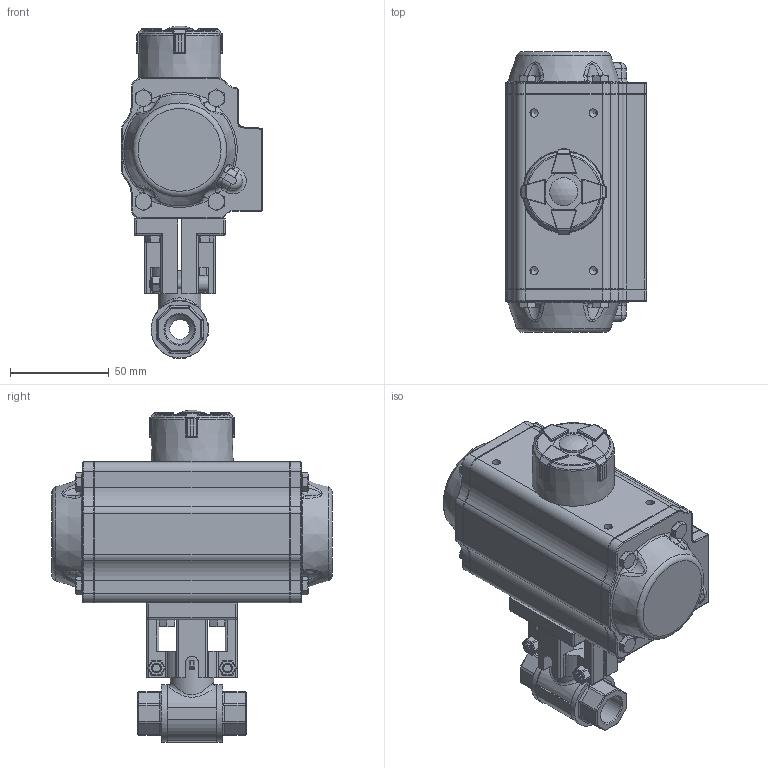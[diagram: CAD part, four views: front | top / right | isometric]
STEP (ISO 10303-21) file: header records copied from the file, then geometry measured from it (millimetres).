
FILE_DESCRIPTION(/* description */ ('Unknown'),/* implementation_level */ '2;1');
FILE_NAME(/* name */ 'DW09-2.852.012',/* time_stamp */ '2022-10-20T10:35:09+02:00',/* author */ ('Unknown'),/* organization */ ('Unknown'),/* preprocessor_version */ 'ST-DEVELOPER v16.7',/* originating_system */ 'Solid Edge',/* authorisation */ 'Unknown');
FILE_SCHEMA (('AP242_MANAGED_MODEL_BASED_3D_ENGINEERING_MIM_LF { 1 0 10303 442 1 1 4 }','AUTOMOTIVE_DESIGN {1 0 10303 214 3 1 1}'));
Length unit declared in the file: millimetre
Products named in the file (12): DW09-2.852.012; 2.852.012; Backen f. Antrieb F03, Durchmesser 22; DW02_FR01_(DW20_FR15); KP-50; cup head square neck bolts grade b gb_GB_FASTENER_BOLT_CHSNBSHB M6X25
-N; ________(___________; _____________; ______; DIN912_M5x25; DIN934_M5; DIN558 M5x14
Assembly tree (19 placements, depth 3):
  DW09-2.852.012
    2.852.012
    Backen f. Antrieb F03, Durchmesser 22  x2
    DW02_FR01_(DW20_FR15)
      KP-50
      cup head square neck bolts grade b gb_GB_FASTENER_BOLT_CHSNBSHB M6X25
-N
      ________(___________  x2
      _____________  x2
      ______
    DIN912_M5x25  x2
    DIN934_M5  x2
    DIN558 M5x14  x4
Bounding box: 71.5 x 142.2 x 168.32 mm (x, y, z)
Volume: 637202.1 mm3; surface area: 86357.9 mm2
Topology: 18 solids, 18 shells, 1315 faces, 3227 edges, 1934 vertices
Faces by surface type: plane 529, cylinder 365, bspline 156, cone 154, torus 97, sphere 14
Full cylindrical faces by diameter (mm): 2.1 x2, 3 x16, 3.3 x8, 4.134 x2, 4.2 x12, 5 x16, 6 x5, 6.2 x1, 8.5 x2, 8.8 x2, 10 x1, 11.7 x1, 13.9 x1, 14.2 x1, 14.95 x2, 15.9 x1, 20 x1, 22 x1, 23.5 x1, 29 x2, 38.5 x1
Entity records: 37121 total; most frequent: CARTESIAN_POINT 12190, ORIENTED_EDGE 4772, DIRECTION 4718, EDGE_CURVE 2386, AXIS2_PLACEMENT_3D 1786, VERTEX_POINT 1507, FACE_BOUND 1245, EDGE_LOOP 1227
